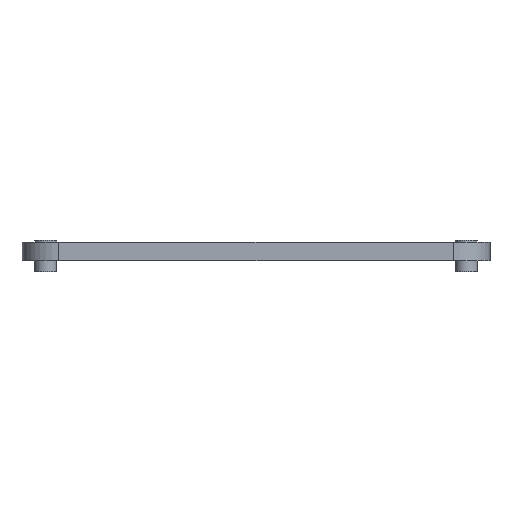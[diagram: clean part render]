
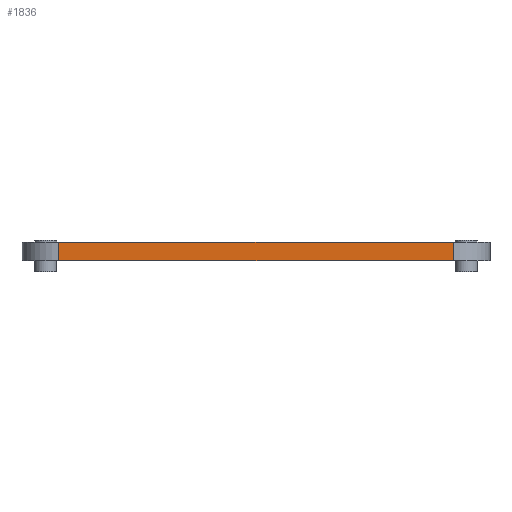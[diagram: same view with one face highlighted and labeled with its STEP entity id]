
A CAD part, left-side view. The second image highlights one B-rep face of the part: STEP entity #1836.
In plain terms, the highlighted planar face has unit normal (-1, 0, 0).
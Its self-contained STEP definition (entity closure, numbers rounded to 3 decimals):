
#89=PLANE('',#2035);
#181=FACE_OUTER_BOUND('',#284,.T.);
#284=EDGE_LOOP('',(#1515,#1516,#1517,#1518));
#475=LINE('',#3105,#640);
#476=LINE('',#3108,#641);
#477=LINE('',#3110,#642);
#478=LINE('',#3111,#643);
#640=VECTOR('',#2562,10.);
#641=VECTOR('',#2565,10.);
#642=VECTOR('',#2566,10.);
#643=VECTOR('',#2567,10.);
#908=VERTEX_POINT('',#3101);
#909=VERTEX_POINT('',#3103);
#910=VERTEX_POINT('',#3107);
#911=VERTEX_POINT('',#3109);
#1163=EDGE_CURVE('',#908,#909,#475,.T.);
#1164=EDGE_CURVE('',#910,#908,#476,.T.);
#1165=EDGE_CURVE('',#911,#909,#477,.T.);
#1166=EDGE_CURVE('',#910,#911,#478,.T.);
#1515=ORIENTED_EDGE('',*,*,#1164,.T.);
#1516=ORIENTED_EDGE('',*,*,#1163,.T.);
#1517=ORIENTED_EDGE('',*,*,#1165,.F.);
#1518=ORIENTED_EDGE('',*,*,#1166,.F.);
#1836=ADVANCED_FACE('',(#181),#89,.T.);
#2035=AXIS2_PLACEMENT_3D('',#3106,#2563,#2564);
#2562=DIRECTION('',(0.,0.,1.));
#2563=DIRECTION('center_axis',(-1.,0.,0.));
#2564=DIRECTION('ref_axis',(0.,-1.,0.));
#2565=DIRECTION('',(0.,-1.,0.));
#2566=DIRECTION('',(0.,-1.,0.));
#2567=DIRECTION('',(0.,0.,1.));
#3101=CARTESIAN_POINT('',(-155.,-2.46,1.553));
#3103=CARTESIAN_POINT('',(-155.,-2.46,6.553));
#3105=CARTESIAN_POINT('',(-155.,-2.46,1.553));
#3106=CARTESIAN_POINT('Origin',(-155.,105.,1.553));
#3107=CARTESIAN_POINT('',(-155.,105.,1.553));
#3108=CARTESIAN_POINT('',(-155.,105.,1.553));
#3109=CARTESIAN_POINT('',(-155.,105.,6.553));
#3110=CARTESIAN_POINT('',(-155.,105.,6.553));
#3111=CARTESIAN_POINT('',(-155.,105.,1.553));
